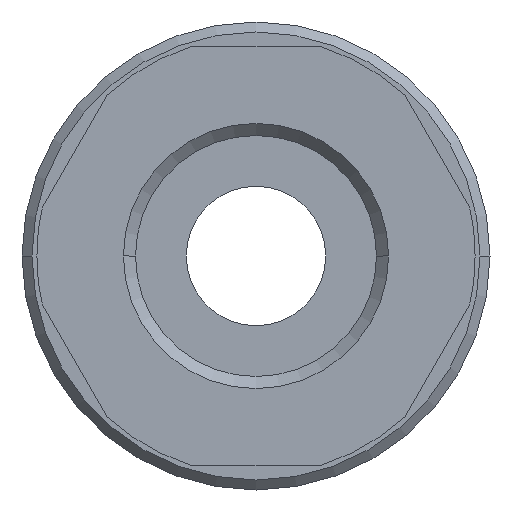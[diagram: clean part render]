
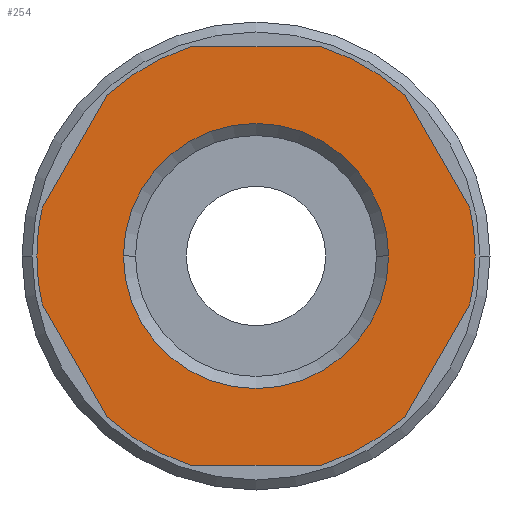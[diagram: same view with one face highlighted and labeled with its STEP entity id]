
A CAD part, front view. The second image highlights one B-rep face of the part: STEP entity #254.
In plain terms, the highlighted planar face has unit normal (0, -1, 0).
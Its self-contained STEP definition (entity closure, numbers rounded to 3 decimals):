
#254=ADVANCED_FACE('',(#533,#534),#535,.T.);
#533=FACE_BOUND('',#832,.T.);
#534=FACE_OUTER_BOUND('',#833,.T.);
#535=PLANE('',#834);
#832=EDGE_LOOP('',(#1473,#1474));
#833=EDGE_LOOP('',(#1475,#1476,#1477,#1478,#1479,#1480,#1481,#1482,#1483,#1484,#1485,#1486,#1487,#1488));
#834=AXIS2_PLACEMENT_3D('',#1489,#1490,#1491);
#1473=ORIENTED_EDGE('',*,*,#1838,.T.);
#1474=ORIENTED_EDGE('',*,*,#1836,.T.);
#1475=ORIENTED_EDGE('',*,*,#1923,.F.);
#1476=ORIENTED_EDGE('',*,*,#1950,.F.);
#1477=ORIENTED_EDGE('',*,*,#1928,.F.);
#1478=ORIENTED_EDGE('',*,*,#1951,.F.);
#1479=ORIENTED_EDGE('',*,*,#1933,.F.);
#1480=ORIENTED_EDGE('',*,*,#1952,.F.);
#1481=ORIENTED_EDGE('',*,*,#1779,.F.);
#1482=ORIENTED_EDGE('',*,*,#1938,.F.);
#1483=ORIENTED_EDGE('',*,*,#1953,.F.);
#1484=ORIENTED_EDGE('',*,*,#1942,.F.);
#1485=ORIENTED_EDGE('',*,*,#1954,.F.);
#1486=ORIENTED_EDGE('',*,*,#1946,.F.);
#1487=ORIENTED_EDGE('',*,*,#1772,.F.);
#1488=ORIENTED_EDGE('',*,*,#1955,.F.);
#1489=CARTESIAN_POINT('',(5.5,0.0,0.0));
#1490=DIRECTION('',(-0.0,-1.0,-0.0));
#1491=DIRECTION('',(-1.0,0.0,0.0));
#1772=EDGE_CURVE('',#2108,#2111,#2112,.T.);
#1779=EDGE_CURVE('',#2122,#2118,#2124,.T.);
#1836=EDGE_CURVE('',#2220,#2222,#2224,.T.);
#1838=EDGE_CURVE('',#2222,#2220,#2226,.T.);
#1923=EDGE_CURVE('',#2327,#2329,#2330,.T.);
#1928=EDGE_CURVE('',#2336,#2338,#2339,.T.);
#1933=EDGE_CURVE('',#2345,#2347,#2348,.T.);
#1938=EDGE_CURVE('',#2354,#2122,#2356,.T.);
#1942=EDGE_CURVE('',#2360,#2362,#2363,.T.);
#1946=EDGE_CURVE('',#2111,#2368,#2369,.T.);
#1950=EDGE_CURVE('',#2338,#2327,#2374,.T.);
#1951=EDGE_CURVE('',#2347,#2336,#2375,.T.);
#1952=EDGE_CURVE('',#2118,#2345,#2376,.T.);
#1953=EDGE_CURVE('',#2362,#2354,#2377,.T.);
#1954=EDGE_CURVE('',#2368,#2360,#2378,.T.);
#1955=EDGE_CURVE('',#2329,#2108,#2379,.T.);
#2108=VERTEX_POINT('',#2564);
#2111=VERTEX_POINT('',#2568);
#2112=CIRCLE('',#2569,11.0);
#2118=VERTEX_POINT('',#2576);
#2122=VERTEX_POINT('',#2581);
#2124=CIRCLE('',#2584,11.0);
#2220=VERTEX_POINT('',#2740);
#2222=VERTEX_POINT('',#2743);
#2224=CIRCLE('',#2746,6.655);
#2226=CIRCLE('',#2748,6.655);
#2327=VERTEX_POINT('',#3075);
#2329=VERTEX_POINT('',#3078);
#2330=LINE('',#3079,#3080);
#2336=VERTEX_POINT('',#3088);
#2338=VERTEX_POINT('',#3091);
#2339=LINE('',#3092,#3093);
#2345=VERTEX_POINT('',#3101);
#2347=VERTEX_POINT('',#3104);
#2348=LINE('',#3105,#3106);
#2354=VERTEX_POINT('',#3114);
#2356=LINE('',#3117,#3118);
#2360=VERTEX_POINT('',#3123);
#2362=VERTEX_POINT('',#3126);
#2363=LINE('',#3127,#3128);
#2368=VERTEX_POINT('',#3135);
#2369=LINE('',#3136,#3137);
#2374=CIRCLE('',#3144,11.0);
#2375=CIRCLE('',#3145,11.0);
#2376=CIRCLE('',#3146,11.0);
#2377=CIRCLE('',#3147,11.0);
#2378=CIRCLE('',#3148,11.0);
#2379=CIRCLE('',#3149,11.0);
#2564=CARTESIAN_POINT('',(11.0,0.0,0.));
#2568=CARTESIAN_POINT('',(10.733,0.0,-2.411));
#2569=AXIS2_PLACEMENT_3D('',#3286,#3287,#3288);
#2576=CARTESIAN_POINT('',(-11.0,0.0,0.));
#2581=CARTESIAN_POINT('',(-10.733,0.0,-2.411));
#2584=AXIS2_PLACEMENT_3D('',#3298,#3299,#3300);
#2740=CARTESIAN_POINT('',(6.655,0.0,0.));
#2743=CARTESIAN_POINT('',(-6.655,0.0,0.));
#2746=AXIS2_PLACEMENT_3D('',#3385,#3386,#3387);
#2748=AXIS2_PLACEMENT_3D('',#3388,#3389,#3390);
#3075=CARTESIAN_POINT('',(7.454,0.0,8.089));
#3078=CARTESIAN_POINT('',(10.733,0.0,2.411));
#3079=CARTESIAN_POINT('',(9.781,0.0,4.059));
#3080=VECTOR('',#3473,1.0);
#3088=CARTESIAN_POINT('',(-3.279,0.0,10.5));
#3091=CARTESIAN_POINT('',(3.279,0.0,10.5));
#3092=CARTESIAN_POINT('',(2.75,0.0,10.5));
#3093=VECTOR('',#3477,1.0);
#3101=CARTESIAN_POINT('',(-10.733,0.0,2.411));
#3104=CARTESIAN_POINT('',(-7.454,0.0,8.089));
#3105=CARTESIAN_POINT('',(-8.406,0.0,6.441));
#3106=VECTOR('',#3481,1.0);
#3114=CARTESIAN_POINT('',(-7.454,0.0,-8.089));
#3117=CARTESIAN_POINT('',(-8.406,0.0,-6.441));
#3118=VECTOR('',#3485,1.0);
#3123=CARTESIAN_POINT('',(3.279,0.0,-10.5));
#3126=CARTESIAN_POINT('',(-3.279,0.0,-10.5));
#3127=CARTESIAN_POINT('',(2.75,0.0,-10.5));
#3128=VECTOR('',#3488,1.0);
#3135=CARTESIAN_POINT('',(7.454,0.0,-8.089));
#3136=CARTESIAN_POINT('',(9.781,0.0,-4.059));
#3137=VECTOR('',#3491,1.0);
#3144=AXIS2_PLACEMENT_3D('',#3494,#3495,#3496);
#3145=AXIS2_PLACEMENT_3D('',#3497,#3498,#3499);
#3146=AXIS2_PLACEMENT_3D('',#3500,#3501,#3502);
#3147=AXIS2_PLACEMENT_3D('',#3503,#3504,#3505);
#3148=AXIS2_PLACEMENT_3D('',#3506,#3507,#3508);
#3149=AXIS2_PLACEMENT_3D('',#3509,#3510,#3511);
#3286=CARTESIAN_POINT('',(0.0,0.0,0.0));
#3287=DIRECTION('',(-0.0,1.0,0.0));
#3288=DIRECTION('',(1.0,0.0,0.0));
#3298=CARTESIAN_POINT('',(0.0,0.0,0.0));
#3299=DIRECTION('',(-0.0,1.0,0.0));
#3300=DIRECTION('',(1.0,0.0,0.0));
#3385=CARTESIAN_POINT('',(0.0,0.0,0.0));
#3386=DIRECTION('',(-0.0,1.0,0.0));
#3387=DIRECTION('',(1.0,0.0,0.0));
#3388=CARTESIAN_POINT('',(0.0,0.0,0.0));
#3389=DIRECTION('',(-0.0,1.0,0.0));
#3390=DIRECTION('',(1.0,0.0,0.0));
#3473=DIRECTION('',(0.5,0.0,-0.866));
#3477=DIRECTION('',(1.0,-0.0,0.));
#3481=DIRECTION('',(0.5,-0.0,0.866));
#3485=DIRECTION('',(-0.5,0.0,0.866));
#3488=DIRECTION('',(-1.0,0.0,0.0));
#3491=DIRECTION('',(-0.5,0.0,-0.866));
#3494=CARTESIAN_POINT('',(0.0,0.0,0.0));
#3495=DIRECTION('',(-0.0,1.0,0.0));
#3496=DIRECTION('',(1.0,0.0,0.0));
#3497=CARTESIAN_POINT('',(0.0,0.0,0.0));
#3498=DIRECTION('',(-0.0,1.0,0.0));
#3499=DIRECTION('',(1.0,0.0,0.0));
#3500=CARTESIAN_POINT('',(0.0,0.0,0.0));
#3501=DIRECTION('',(-0.0,1.0,0.0));
#3502=DIRECTION('',(1.0,0.0,0.0));
#3503=CARTESIAN_POINT('',(0.0,0.0,0.0));
#3504=DIRECTION('',(-0.0,1.0,0.0));
#3505=DIRECTION('',(1.0,0.0,0.0));
#3506=CARTESIAN_POINT('',(0.0,0.0,0.0));
#3507=DIRECTION('',(-0.0,1.0,0.0));
#3508=DIRECTION('',(1.0,0.0,0.0));
#3509=CARTESIAN_POINT('',(0.0,0.0,0.0));
#3510=DIRECTION('',(-0.0,1.0,0.0));
#3511=DIRECTION('',(1.0,0.0,0.0));
